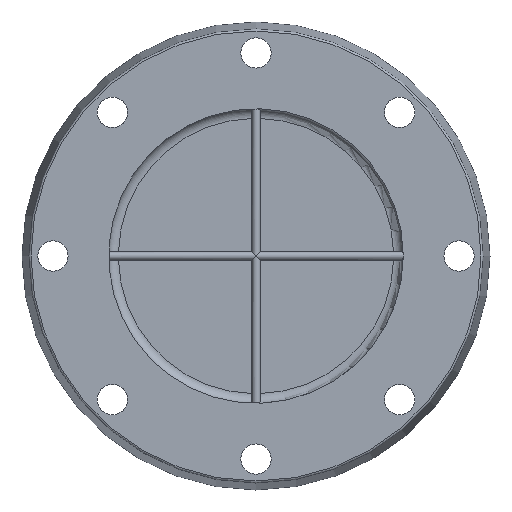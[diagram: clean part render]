
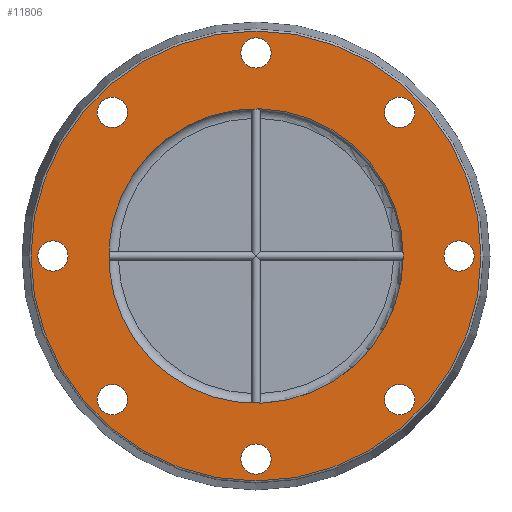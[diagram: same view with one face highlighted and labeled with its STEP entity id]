
A CAD part, left-side view. The second image highlights one B-rep face of the part: STEP entity #11806.
In plain terms, the highlighted planar face has unit normal (-1, 0, 0).
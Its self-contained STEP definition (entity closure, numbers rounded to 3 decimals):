
#75=FACE_BOUND('',#3124,.T.);
#76=FACE_BOUND('',#3125,.T.);
#77=FACE_BOUND('',#3126,.T.);
#78=FACE_BOUND('',#3127,.T.);
#79=FACE_BOUND('',#3128,.T.);
#80=FACE_BOUND('',#3129,.T.);
#81=FACE_BOUND('',#3130,.T.);
#82=FACE_BOUND('',#3131,.T.);
#83=FACE_BOUND('',#3132,.T.);
#171=PLANE('',#13943);
#2237=FACE_OUTER_BOUND('',#3123,.T.);
#3123=EDGE_LOOP('',(#10547));
#3124=EDGE_LOOP('',(#10548));
#3125=EDGE_LOOP('',(#10549));
#3126=EDGE_LOOP('',(#10550));
#3127=EDGE_LOOP('',(#10551));
#3128=EDGE_LOOP('',(#10552));
#3129=EDGE_LOOP('',(#10553));
#3130=EDGE_LOOP('',(#10554));
#3131=EDGE_LOOP('',(#10555));
#3132=EDGE_LOOP('',(#10556));
#4485=CIRCLE('',#13941,163.452);
#4486=CIRCLE('',#13944,107.);
#4487=CIRCLE('',#13945,11.);
#4488=CIRCLE('',#13946,11.);
#4489=CIRCLE('',#13947,11.);
#4490=CIRCLE('',#13948,11.);
#4491=CIRCLE('',#13949,11.);
#4492=CIRCLE('',#13950,11.);
#4493=CIRCLE('',#13951,11.);
#4494=CIRCLE('',#13952,11.);
#5419=VERTEX_POINT('',#22158);
#5420=VERTEX_POINT('',#22162);
#5421=VERTEX_POINT('',#22164);
#5422=VERTEX_POINT('',#22166);
#5423=VERTEX_POINT('',#22168);
#5424=VERTEX_POINT('',#22170);
#5425=VERTEX_POINT('',#22172);
#5426=VERTEX_POINT('',#22174);
#5427=VERTEX_POINT('',#22176);
#5428=VERTEX_POINT('',#22178);
#7142=EDGE_CURVE('',#5419,#5419,#4485,.T.);
#7143=EDGE_CURVE('',#5420,#5420,#4486,.T.);
#7144=EDGE_CURVE('',#5421,#5421,#4487,.T.);
#7145=EDGE_CURVE('',#5422,#5422,#4488,.T.);
#7146=EDGE_CURVE('',#5423,#5423,#4489,.T.);
#7147=EDGE_CURVE('',#5424,#5424,#4490,.T.);
#7148=EDGE_CURVE('',#5425,#5425,#4491,.T.);
#7149=EDGE_CURVE('',#5426,#5426,#4492,.T.);
#7150=EDGE_CURVE('',#5427,#5427,#4493,.T.);
#7151=EDGE_CURVE('',#5428,#5428,#4494,.T.);
#10547=ORIENTED_EDGE('',*,*,#7142,.F.);
#10548=ORIENTED_EDGE('',*,*,#7143,.T.);
#10549=ORIENTED_EDGE('',*,*,#7144,.T.);
#10550=ORIENTED_EDGE('',*,*,#7145,.T.);
#10551=ORIENTED_EDGE('',*,*,#7146,.T.);
#10552=ORIENTED_EDGE('',*,*,#7147,.T.);
#10553=ORIENTED_EDGE('',*,*,#7148,.T.);
#10554=ORIENTED_EDGE('',*,*,#7149,.T.);
#10555=ORIENTED_EDGE('',*,*,#7150,.T.);
#10556=ORIENTED_EDGE('',*,*,#7151,.T.);
#11806=ADVANCED_FACE('',(#2237,#75,#76,#77,#78,#79,#80,#81,#82,#83),#171,
 .T.);
#13941=AXIS2_PLACEMENT_3D('',#22159,#18593,#18594);
#13943=AXIS2_PLACEMENT_3D('',#22161,#18597,#18598);
#13944=AXIS2_PLACEMENT_3D('',#22163,#18599,#18600);
#13945=AXIS2_PLACEMENT_3D('',#22165,#18601,#18602);
#13946=AXIS2_PLACEMENT_3D('',#22167,#18603,#18604);
#13947=AXIS2_PLACEMENT_3D('',#22169,#18605,#18606);
#13948=AXIS2_PLACEMENT_3D('',#22171,#18607,#18608);
#13949=AXIS2_PLACEMENT_3D('',#22173,#18609,#18610);
#13950=AXIS2_PLACEMENT_3D('',#22175,#18611,#18612);
#13951=AXIS2_PLACEMENT_3D('',#22177,#18613,#18614);
#13952=AXIS2_PLACEMENT_3D('',#22179,#18615,#18616);
#18593=DIRECTION('center_axis',(1.,0.,0.));
#18594=DIRECTION('ref_axis',(0.,1.,0.));
#18597=DIRECTION('center_axis',(-1.,0.,0.));
#18598=DIRECTION('ref_axis',(0.,0.,1.));
#18599=DIRECTION('center_axis',(1.,0.,0.));
#18600=DIRECTION('ref_axis',(0.,0.,1.));
#18601=DIRECTION('center_axis',(1.,0.,0.));
#18602=DIRECTION('ref_axis',(0.,0.,1.));
#18603=DIRECTION('center_axis',(1.,0.,0.));
#18604=DIRECTION('ref_axis',(0.,0.707,0.707));
#18605=DIRECTION('center_axis',(1.,0.,0.));
#18606=DIRECTION('ref_axis',(0.,1.,0.));
#18607=DIRECTION('center_axis',(1.,0.,0.));
#18608=DIRECTION('ref_axis',(0.,0.707,-0.707));
#18609=DIRECTION('center_axis',(1.,0.,0.));
#18610=DIRECTION('ref_axis',(0.,0.,-1.));
#18611=DIRECTION('center_axis',(1.,0.,0.));
#18612=DIRECTION('ref_axis',(0.,-0.707,-0.707));
#18613=DIRECTION('center_axis',(1.,0.,0.));
#18614=DIRECTION('ref_axis',(0.,-1.,0.));
#18615=DIRECTION('center_axis',(1.,0.,0.));
#18616=DIRECTION('ref_axis',(0.,-0.707,0.707));
#22158=CARTESIAN_POINT('',(0.,-163.452,0.));
#22159=CARTESIAN_POINT('Origin',(0.,0.,0.));
#22161=CARTESIAN_POINT('Origin',(0.,0.,0.));
#22162=CARTESIAN_POINT('',(0.,-107.,0.));
#22163=CARTESIAN_POINT('Origin',(0.,0.,0.));
#22164=CARTESIAN_POINT('',(0.,147.5,11.));
#22165=CARTESIAN_POINT('Origin',(0.,147.5,0.));
#22166=CARTESIAN_POINT('',(0.,112.076,-96.52));
#22167=CARTESIAN_POINT('Origin',(0.,104.298,-104.298));
#22168=CARTESIAN_POINT('',(0.,11.,-147.5));
#22169=CARTESIAN_POINT('Origin',(0.,0.,-147.5));
#22170=CARTESIAN_POINT('',(0.,-96.52,-112.076));
#22171=CARTESIAN_POINT('Origin',(0.,-104.298,-104.298));
#22172=CARTESIAN_POINT('',(0.,-147.5,-11.));
#22173=CARTESIAN_POINT('Origin',(0.,-147.5,0.));
#22174=CARTESIAN_POINT('',(0.,-112.076,96.52));
#22175=CARTESIAN_POINT('Origin',(0.,-104.298,104.298));
#22176=CARTESIAN_POINT('',(0.,-11.,147.5));
#22177=CARTESIAN_POINT('Origin',(0.,0.,147.5));
#22178=CARTESIAN_POINT('',(0.,96.52,112.076));
#22179=CARTESIAN_POINT('Origin',(0.,104.298,104.298));
